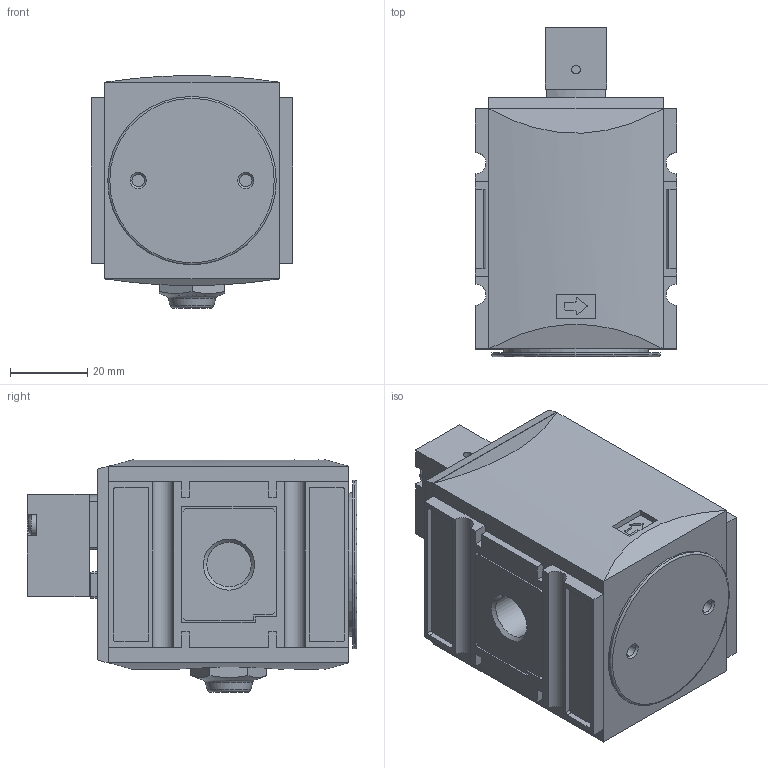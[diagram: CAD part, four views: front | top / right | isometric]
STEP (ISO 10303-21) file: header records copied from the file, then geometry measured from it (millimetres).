
FILE_DESCRIPTION( ( 'STEP AP203' ), ' ' );
FILE_NAME( '94011.CC10.stp', '2017-03-08T09:08:47', ( '' ), ( '' ), ' ', 'PARTsolutions', ' ' );
FILE_SCHEMA( ( 'CONFIG_CONTROL_DESIGN' ) );
Length unit declared in the file: millimetre
Products named in the file (3): 94011.CC10; _FU 923G 1/4000-1; _pneumatisch betaetigt
Assembly tree (2 placements, depth 2):
  94011.CC10
    _FU 923G 1/4000-1
    _pneumatisch betaetigt
Bounding box: 52 x 85.1 x 60.09 mm (x, y, z)
Volume: 174230.2 mm3; surface area: 27844.1 mm2
Topology: 2 solids, 2 shells, 345 faces, 882 edges, 580 vertices
Faces by surface type: plane 206, cylinder 114, cone 17, torus 6, bspline 2
Full cylindrical faces by diameter (mm): 2 x2, 2.2 x4, 2.459 x2, 3 x2, 3.2 x2, 5.3 x2, 8.566 x1, 11.445 x2, 13.157 x1, 28 x1, 36 x1, 36.2 x1, 37.2 x1, 43.5 x1
Entity records: 10411 total; most frequent: CARTESIAN_POINT 1951, DIRECTION 1772, ORIENTED_EDGE 1652, EDGE_CURVE 826, AXIS2_PLACEMENT_3D 609, VERTEX_POINT 567, LINE 554, VECTOR 554
